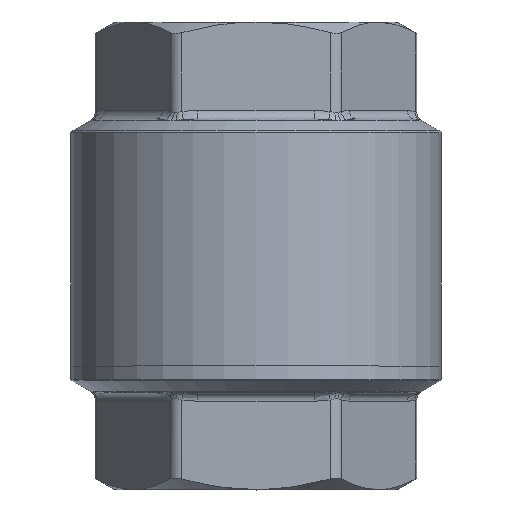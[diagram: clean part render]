
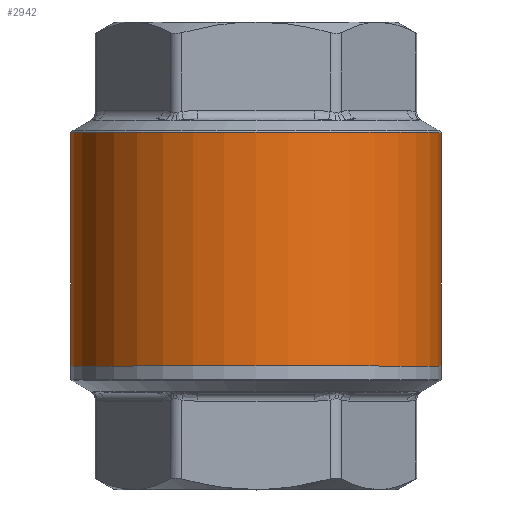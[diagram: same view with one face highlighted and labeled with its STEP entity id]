
A CAD part, top view. The second image highlights one B-rep face of the part: STEP entity #2942.
In plain terms, the highlighted cylindrical face has radius 21 mm (diameter 42 mm), a full revolution.
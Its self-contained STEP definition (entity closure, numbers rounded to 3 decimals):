
#456=CYLINDRICAL_SURFACE('',#3223,21.);
#527=FACE_BOUND('',#836,.T.);
#633=FACE_OUTER_BOUND('',#835,.T.);
#835=EDGE_LOOP('',(#2380));
#836=EDGE_LOOP('',(#2381));
#956=CIRCLE('',#3063,21.);
#976=CIRCLE('',#3095,21.);
#1168=VERTEX_POINT('',#4181);
#1217=VERTEX_POINT('',#4544);
#1470=EDGE_CURVE('',#1168,#1168,#956,.T.);
#1520=EDGE_CURVE('',#1217,#1217,#976,.T.);
#2380=ORIENTED_EDGE('',*,*,#1470,.F.);
#2381=ORIENTED_EDGE('',*,*,#1520,.F.);
#2942=ADVANCED_FACE('',(#633,#527),#456,.T.);
#3063=AXIS2_PLACEMENT_3D('',#4182,#3417,#3418);
#3095=AXIS2_PLACEMENT_3D('',#4545,#3481,#3482);
#3223=AXIS2_PLACEMENT_3D('',#5592,#3769,#3770);
#3417=DIRECTION('center_axis',(0.,1.,0.));
#3418=DIRECTION('ref_axis',(0.,0.,-1.));
#3481=DIRECTION('center_axis',(0.,-1.,0.));
#3482=DIRECTION('ref_axis',(0.,0.,-1.));
#3769=DIRECTION('center_axis',(0.,1.,0.));
#3770=DIRECTION('ref_axis',(0.,0.,1.));
#4181=CARTESIAN_POINT('',(0.,-12.504,21.));
#4182=CARTESIAN_POINT('Origin',(0.,-12.504,0.));
#4544=CARTESIAN_POINT('',(0.,-38.991,21.));
#4545=CARTESIAN_POINT('Origin',(0.,-38.991,0.));
#5592=CARTESIAN_POINT('Origin',(0.,11.561,0.));
